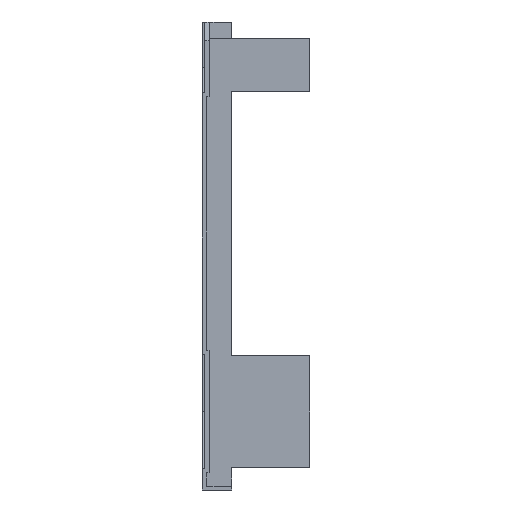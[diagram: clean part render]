
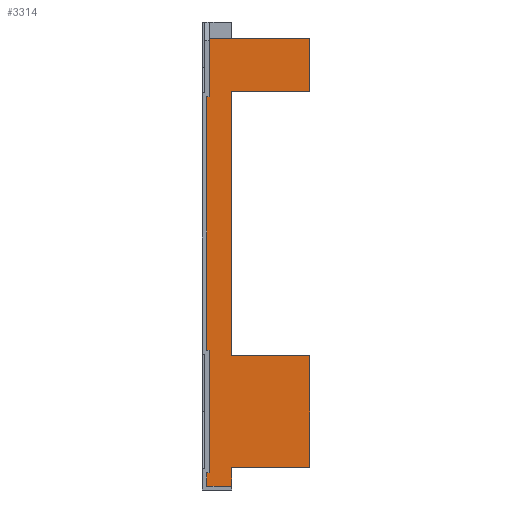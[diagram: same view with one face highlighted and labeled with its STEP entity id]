
A CAD part, left-side view. The second image highlights one B-rep face of the part: STEP entity #3314.
In plain terms, the highlighted planar face has unit normal (-1, 0, 0).
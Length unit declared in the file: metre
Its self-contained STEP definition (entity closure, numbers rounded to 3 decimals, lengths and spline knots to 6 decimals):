
#368=DIRECTION('',(0.,0.,-1.));
#369=VECTOR('',#368,0.024701);
#370=CARTESIAN_POINT('',(0.022613,-0.0381,-0.580644));
#371=LINE('',#370,#369);
#412=DIRECTION('',(0.,0.,-1.));
#413=VECTOR('',#412,0.069156);
#414=CARTESIAN_POINT('',(0.022613,-0.1397,-0.022613));
#415=LINE('',#414,#413);
#444=DIRECTION('',(0.,0.,-1.));
#445=VECTOR('',#444,0.017731);
#446=CARTESIAN_POINT('',(0.022613,-0.005842,-0.587615));
#447=LINE('',#446,#445);
#448=DIRECTION('',(0.,0.,-1.));
#449=VECTOR('',#448,0.159285);
#450=CARTESIAN_POINT('',(0.022613,-0.009017,-0.42833));
#451=LINE('',#450,#449);
#452=DIRECTION('',(0.,-1.,0.));
#453=VECTOR('',#452,0.003175);
#454=CARTESIAN_POINT('',(0.022613,-0.005842,-0.42833));
#455=LINE('',#454,#453);
#456=DIRECTION('',(0.,0.,-1.));
#457=VECTOR('',#456,0.329591);
#458=CARTESIAN_POINT('',(0.022613,-0.005842,-0.098739));
#459=LINE('',#458,#457);
#460=DIRECTION('',(0.,0.,-1.));
#461=VECTOR('',#460,0.076126);
#462=CARTESIAN_POINT('',(0.022613,-0.009017,-0.022613));
#463=LINE('',#462,#461);
#464=DIRECTION('',(0.,-1.,0.));
#465=VECTOR('',#464,0.1016);
#466=CARTESIAN_POINT('',(0.022613,-0.0381,-0.091769));
#467=LINE('',#466,#465);
#468=DIRECTION('',(0.,0.,1.));
#469=VECTOR('',#468,0.343531);
#470=CARTESIAN_POINT('',(0.022613,-0.0381,-0.4353));
#471=LINE('',#470,#469);
#472=DIRECTION('',(0.,1.,0.));
#473=VECTOR('',#472,0.1016);
#474=CARTESIAN_POINT('',(0.022613,-0.1397,-0.4353));
#475=LINE('',#474,#473);
#476=DIRECTION('',(0.,-1.,0.));
#477=VECTOR('',#476,0.1016);
#478=CARTESIAN_POINT('',(0.022613,-0.0381,-0.580644));
#479=LINE('',#478,#477);
#480=DIRECTION('',(0.,-1.,0.));
#481=VECTOR('',#480,0.032258);
#482=CARTESIAN_POINT('',(0.022613,-0.005842,-0.605346));
#483=LINE('',#482,#481);
#492=DIRECTION('',(0.,-1.,0.));
#493=VECTOR('',#492,0.003175);
#494=CARTESIAN_POINT('',(0.022613,-0.005842,-0.587615));
#495=LINE('',#494,#493);
#516=DIRECTION('',(0.,-1.,0.));
#517=VECTOR('',#516,0.003175);
#518=CARTESIAN_POINT('',(0.022613,-0.005842,-0.098739));
#519=LINE('',#518,#517);
#600=DIRECTION('',(0.,-1.,0.));
#601=VECTOR('',#600,0.130683);
#602=CARTESIAN_POINT('',(0.022613,-0.009017,-0.022613));
#603=LINE('',#602,#601);
#780=DIRECTION('',(0.,0.,-1.));
#781=VECTOR('',#780,0.145344);
#782=CARTESIAN_POINT('',(0.022613,-0.1397,-0.4353));
#783=LINE('',#782,#781);
#2391=CARTESIAN_POINT('',(0.022613,-0.0381,-0.605346));
#2393=VERTEX_POINT('',#2391);
#2394=CARTESIAN_POINT('',(0.022613,-0.005842,-0.605346));
#2395=VERTEX_POINT('',#2394);
#2398=CARTESIAN_POINT('',(0.022613,-0.1397,-0.580644));
#2400=VERTEX_POINT('',#2398);
#2406=CARTESIAN_POINT('',(0.022613,-0.1397,-0.4353));
#2407=VERTEX_POINT('',#2406);
#2550=CARTESIAN_POINT('',(0.022613,-0.009017,-0.098739));
#2551=VERTEX_POINT('',#2550);
#2552=CARTESIAN_POINT('',(0.022613,-0.009017,-0.022613));
#2553=VERTEX_POINT('',#2552);
#2566=CARTESIAN_POINT('',(0.022613,-0.1397,-0.091769));
#2568=VERTEX_POINT('',#2566);
#2574=CARTESIAN_POINT('',(0.022613,-0.1397,-0.022613));
#2575=VERTEX_POINT('',#2574);
#2622=CARTESIAN_POINT('',(0.022613,-0.0381,-0.091769));
#2623=VERTEX_POINT('',#2622);
#2626=CARTESIAN_POINT('',(0.022613,-0.005842,-0.098739));
#2627=VERTEX_POINT('',#2626);
#2628=CARTESIAN_POINT('',(0.022613,-0.005842,-0.587615));
#2629=VERTEX_POINT('',#2628);
#2630=CARTESIAN_POINT('',(0.022613,-0.009017,-0.587615));
#2631=VERTEX_POINT('',#2630);
#2632=CARTESIAN_POINT('',(0.022613,-0.0381,-0.580644));
#2633=VERTEX_POINT('',#2632);
#2664=CARTESIAN_POINT('',(0.022613,-0.005842,-0.42833));
#2665=VERTEX_POINT('',#2664);
#2666=CARTESIAN_POINT('',(0.022613,-0.009017,-0.42833));
#2667=VERTEX_POINT('',#2666);
#2676=CARTESIAN_POINT('',(0.022613,-0.0381,-0.4353));
#2677=VERTEX_POINT('',#2676);
#3279=CARTESIAN_POINT('',(0.022613,-0.045162,
-0.605347));
#3280=DIRECTION('',(-1.,0.,0.));
#3281=DIRECTION('',(0.,1.,0.));
#3282=AXIS2_PLACEMENT_3D('',#3279,#3280,#3281);
#3283=PLANE('',#3282);
#3285=ORIENTED_EDGE('',*,*,#3284,.F.);
#3287=ORIENTED_EDGE('',*,*,#3286,.T.);
#3289=ORIENTED_EDGE('',*,*,#3288,.F.);
#3291=ORIENTED_EDGE('',*,*,#3290,.F.);
#3293=ORIENTED_EDGE('',*,*,#3292,.F.);
#3295=ORIENTED_EDGE('',*,*,#3294,.T.);
#3297=ORIENTED_EDGE('',*,*,#3296,.F.);
#3299=ORIENTED_EDGE('',*,*,#3298,.T.);
#3300=ORIENTED_EDGE('',*,*,#3243,.T.);
#3301=ORIENTED_EDGE('',*,*,#3271,.F.);
#3302=ORIENTED_EDGE('',*,*,#3198,.F.);
#3304=ORIENTED_EDGE('',*,*,#3303,.F.);
#3306=ORIENTED_EDGE('',*,*,#3305,.T.);
#3308=ORIENTED_EDGE('',*,*,#3307,.F.);
#3309=ORIENTED_EDGE('',*,*,#3188,.T.);
#3311=ORIENTED_EDGE('',*,*,#3310,.F.);
#3312=EDGE_LOOP('',(#3285,#3287,#3289,#3291,#3293,#3295,#3297,#3299,#3300,#3301,
#3302,#3304,#3306,#3308,#3309,#3311));
#3313=FACE_OUTER_BOUND('',#3312,.F.);
#3314=ADVANCED_FACE('',(#3313),#3283,.T.);
#3188=EDGE_CURVE('',#2633,#2393,#371,.T.);
#3198=EDGE_CURVE('',#2677,#2623,#471,.T.);
#3243=EDGE_CURVE('',#2575,#2568,#415,.T.);
#3271=EDGE_CURVE('',#2623,#2568,#467,.T.);
#3284=EDGE_CURVE('',#2629,#2395,#447,.T.);
#3286=EDGE_CURVE('',#2629,#2631,#495,.T.);
#3288=EDGE_CURVE('',#2667,#2631,#451,.T.);
#3290=EDGE_CURVE('',#2665,#2667,#455,.T.);
#3292=EDGE_CURVE('',#2627,#2665,#459,.T.);
#3294=EDGE_CURVE('',#2627,#2551,#519,.T.);
#3296=EDGE_CURVE('',#2553,#2551,#463,.T.);
#3298=EDGE_CURVE('',#2553,#2575,#603,.T.);
#3303=EDGE_CURVE('',#2407,#2677,#475,.T.);
#3305=EDGE_CURVE('',#2407,#2400,#783,.T.);
#3307=EDGE_CURVE('',#2633,#2400,#479,.T.);
#3310=EDGE_CURVE('',#2395,#2393,#483,.T.);
